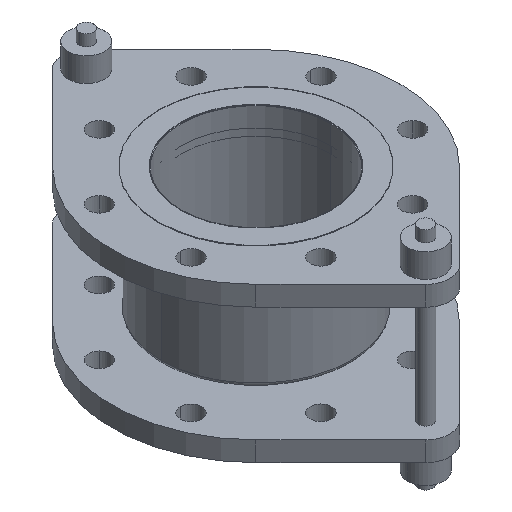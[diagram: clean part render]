
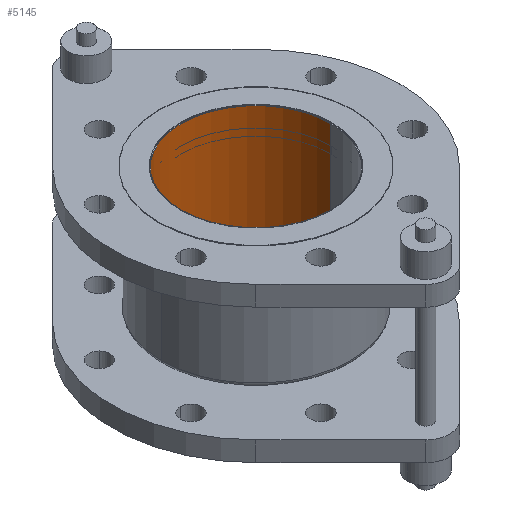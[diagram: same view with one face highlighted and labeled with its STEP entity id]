
A CAD part, isometric view. The second image highlights one B-rep face of the part: STEP entity #5145.
In plain terms, the highlighted cylindrical face has radius 62.4 mm (diameter 124.8 mm), a partial arc.
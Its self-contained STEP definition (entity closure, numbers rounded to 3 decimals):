
#63 = DIRECTION ( 'NONE',  ( 1., 0., 0. ) ) ;
#2326 = CARTESIAN_POINT ( 'NONE',  ( 0., 0., -128.8 ) ) ;
#2821 = VERTEX_POINT ( 'NONE', #7057 ) ;
#4745 = ORIENTED_EDGE ( 'NONE', *, *, #11389, .F. ) ;
#5145 = ADVANCED_FACE ( 'NONE', ( #13187 ), #5220, .F. ) ;
#5220 = CYLINDRICAL_SURFACE ( 'NONE', #5634, 62.4 ) ;
#5529 = CARTESIAN_POINT ( 'NONE',  ( -62.4, 0., 10.973 ) ) ;
#5634 = AXIS2_PLACEMENT_3D ( 'NONE', #23096, #10582, #7666 ) ;
#5922 = DIRECTION ( 'NONE',  ( 1., 0., 0. ) ) ;
#5924 = ORIENTED_EDGE ( 'NONE', *, *, #7499, .T. ) ;
#7057 = CARTESIAN_POINT ( 'NONE',  ( -62.4, 0., 0. ) ) ;
#7499 = EDGE_CURVE ( 'NONE', #12564, #8505, #31762, .T. ) ;
#7666 = DIRECTION ( 'NONE',  ( 1., 0., 0. ) ) ;
#7698 = CARTESIAN_POINT ( 'NONE',  ( 62.4, 0., 0. ) ) ;
#7982 = DIRECTION ( 'NONE',  ( 0., 0., 1. ) ) ;
#8505 = VERTEX_POINT ( 'NONE', #7698 ) ;
#9950 = EDGE_CURVE ( 'NONE', #8505, #2821, #15483, .T. ) ;
#10582 = DIRECTION ( 'NONE',  ( 0., 0., 1. ) ) ;
#11389 = EDGE_CURVE ( 'NONE', #31038, #2821, #25851, .T. ) ;
#11847 = AXIS2_PLACEMENT_3D ( 'NONE', #18631, #23654, #5922 ) ;
#12564 = VERTEX_POINT ( 'NONE', #13600 ) ;
#13138 = ORIENTED_EDGE ( 'NONE', *, *, #9950, .T. ) ;
#13187 = FACE_OUTER_BOUND ( 'NONE', #22473, .T. ) ;
#13200 = CIRCLE ( 'NONE', #24108, 62.4 ) ;
#13443 = VECTOR ( 'NONE', #7982, 1000. ) ;
#13600 = CARTESIAN_POINT ( 'NONE',  ( 62.4, 0., -128.8 ) ) ;
#14898 = DIRECTION ( 'NONE',  ( 0., 0., 1. ) ) ;
#15058 = CARTESIAN_POINT ( 'NONE',  ( 62.4, 0., 10.973 ) ) ;
#15483 = CIRCLE ( 'NONE', #11847, 62.4 ) ;
#15506 = EDGE_CURVE ( 'NONE', #12564, #31038, #13200, .T. ) ;
#15581 = ORIENTED_EDGE ( 'NONE', *, *, #15506, .F. ) ;
#18631 = CARTESIAN_POINT ( 'NONE',  ( 0., 0., 0. ) ) ;
#21677 = VECTOR ( 'NONE', #14898, 1000. ) ;
#22473 = EDGE_LOOP ( 'NONE', ( #4745, #15581, #5924, #13138 ) ) ;
#23096 = CARTESIAN_POINT ( 'NONE',  ( 0., 0., 10.973 ) ) ;
#23654 = DIRECTION ( 'NONE',  ( 0., 0., 1. ) ) ;
#24108 = AXIS2_PLACEMENT_3D ( 'NONE', #2326, #26886, #63 ) ;
#24679 = CARTESIAN_POINT ( 'NONE',  ( -62.4, 0., -128.8 ) ) ;
#25851 = LINE ( 'NONE', #5529, #13443 ) ;
#26886 = DIRECTION ( 'NONE',  ( 0., 0., 1. ) ) ;
#31038 = VERTEX_POINT ( 'NONE', #24679 ) ;
#31762 = LINE ( 'NONE', #15058, #21677 ) ;
